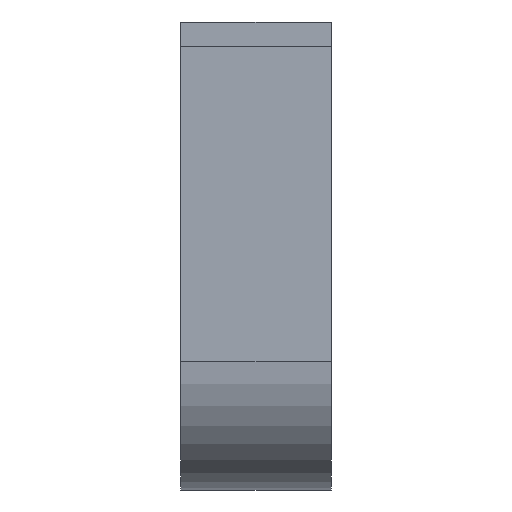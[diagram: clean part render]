
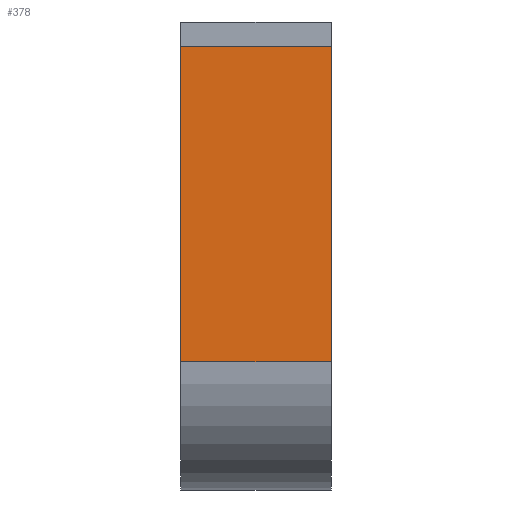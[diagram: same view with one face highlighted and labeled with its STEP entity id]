
A CAD part, left-side view. The second image highlights one B-rep face of the part: STEP entity #378.
In plain terms, the highlighted planar face has unit normal (-1, 0, 0).
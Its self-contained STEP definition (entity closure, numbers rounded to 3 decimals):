
#19=PLANE('',#414);
#34=FACE_OUTER_BOUND('',#54,.T.);
#54=EDGE_LOOP('',(#267,#268,#269,#270));
#78=LINE('',#560,#120);
#79=LINE('',#563,#121);
#80=LINE('',#565,#122);
#81=LINE('',#566,#123);
#120=VECTOR('',#452,10.);
#121=VECTOR('',#455,10.);
#122=VECTOR('',#456,10.);
#123=VECTOR('',#457,10.);
#173=VERTEX_POINT('',#553);
#176=VERTEX_POINT('',#558);
#177=VERTEX_POINT('',#562);
#178=VERTEX_POINT('',#564);
#212=EDGE_CURVE('',#176,#173,#78,.T.);
#213=EDGE_CURVE('',#176,#177,#79,.T.);
#214=EDGE_CURVE('',#177,#178,#80,.T.);
#215=EDGE_CURVE('',#173,#178,#81,.T.);
#267=ORIENTED_EDGE('',*,*,#212,.F.);
#268=ORIENTED_EDGE('',*,*,#213,.T.);
#269=ORIENTED_EDGE('',*,*,#214,.T.);
#270=ORIENTED_EDGE('',*,*,#215,.F.);
#378=ADVANCED_FACE('',(#34),#19,.T.);
#414=AXIS2_PLACEMENT_3D('',#561,#453,#454);
#452=DIRECTION('',(0.,1.,0.));
#453=DIRECTION('center_axis',(-1.,0.,0.));
#454=DIRECTION('ref_axis',(0.,0.,1.));
#455=DIRECTION('',(0.,0.,1.));
#456=DIRECTION('',(0.,1.,0.));
#457=DIRECTION('',(0.,0.,1.));
#553=CARTESIAN_POINT('',(-33.2,10.,-22.5));
#558=CARTESIAN_POINT('',(-33.2,0.,-22.5));
#560=CARTESIAN_POINT('',(-33.2,0.,-22.5));
#561=CARTESIAN_POINT('Origin',(-33.2,0.,-31.));
#562=CARTESIAN_POINT('',(-33.2,0.,-1.6));
#563=CARTESIAN_POINT('',(-33.2,0.,-31.));
#564=CARTESIAN_POINT('',(-33.2,10.,-1.6));
#565=CARTESIAN_POINT('',(-33.2,0.,-1.6));
#566=CARTESIAN_POINT('',(-33.2,10.,-31.));
